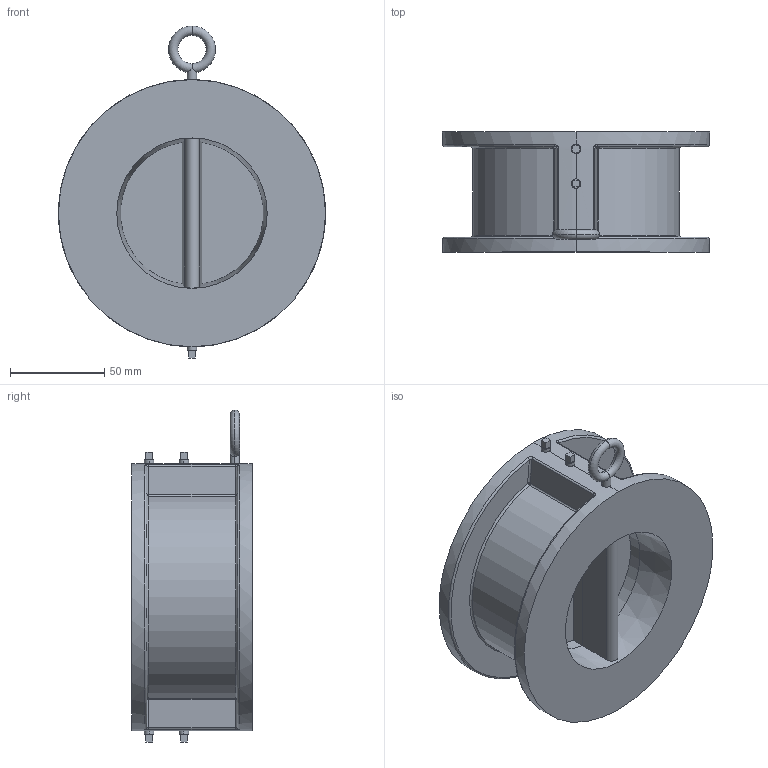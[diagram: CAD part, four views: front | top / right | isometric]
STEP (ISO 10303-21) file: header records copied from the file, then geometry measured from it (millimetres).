
FILE_DESCRIPTION (( 'STEP AP203' ), '1' );
FILE_NAME ('D6_DN080.STEP', '2012-09-21T09:20:07', ( 'luca.saino' ), ( 'Hewlett-Packard Company' ), 'SwSTEP 2.0', 'SolidWorks 2012', '' );
FILE_SCHEMA (( 'CONFIG_CONTROL_DESIGN' ));
Length unit declared in the file: millimetre
Products named in the file (1): D6_DN080
Bounding box: 142 x 64 x 176.5 mm (x, y, z)
Volume: 410447.3 mm3; surface area: 97043.1 mm2
Topology: 1 solids, 1 shells, 168 faces, 417 edges, 243 vertices
Faces by surface type: plane 83, cylinder 55, torus 12, sphere 8, bspline 8, cone 2
Entity records: 6008 total; most frequent: CARTESIAN_POINT 2061, ORIENTED_EDGE 818, DIRECTION 797, EDGE_CURVE 409, AXIS2_PLACEMENT_3D 295, VERTEX_POINT 243, LINE 207, VECTOR 207
